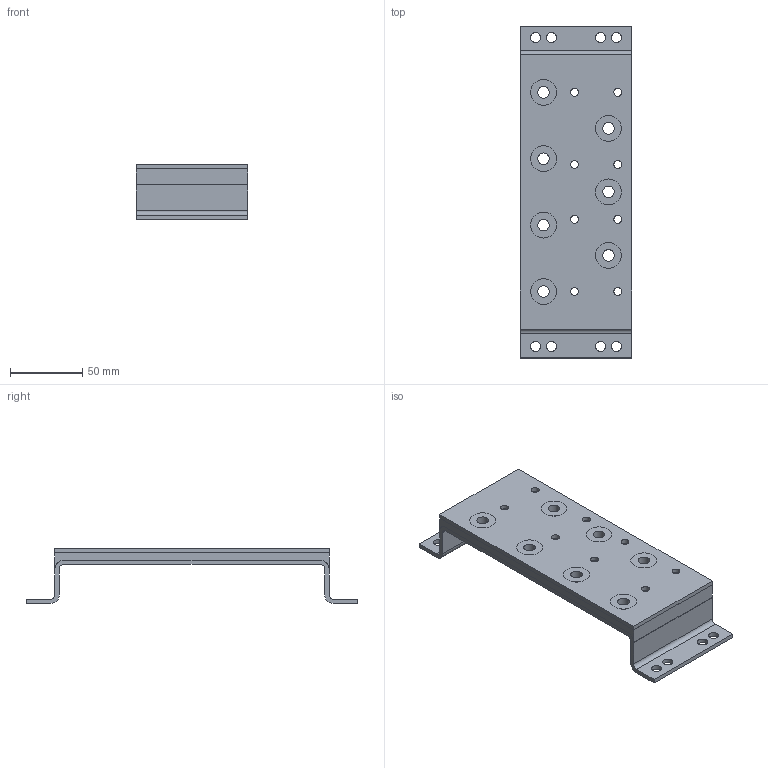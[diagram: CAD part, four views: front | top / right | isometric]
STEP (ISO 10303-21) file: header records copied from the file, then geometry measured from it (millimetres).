
FILE_DESCRIPTION( ( 'Unknown' ), '1' );
FILE_NAME( 'A2B00059616A_002_v.stp', 'Unknown', ( 'Unknown' ), ( 'Unknown' ), 'PSStep 14.0', 'Unknown', ' ' );
FILE_SCHEMA( ( 'AUTOMOTIVE_DESIGN { 1 0 10303 214 1 1 1 1 }' ) );
Length unit declared in the file: millimetre
Products named in the file (1): A5E31844286A_001
Bounding box: 77 x 230 x 38 mm (x, y, z)
Volume: 175079.2 mm3; surface area: 51664.6 mm2
Topology: 1 solids, 1 shells, 132 faces, 335 edges, 232 vertices
Faces by surface type: plane 71, cylinder 61
Full cylindrical faces by diameter (mm): 5.5 x8, 5.51 x8, 7 x8, 8 x7, 8.01 x7, 18 x11
Entity records: 4738 total; most frequent: DIRECTION 652, CARTESIAN_POINT 599, ORIENTED_EDGE 520, EDGE_CURVE 260, AXIS2_PLACEMENT_3D 259, EDGE_LOOP 254, VERTEX_POINT 206, FACE_OUTER_BOUND 181
